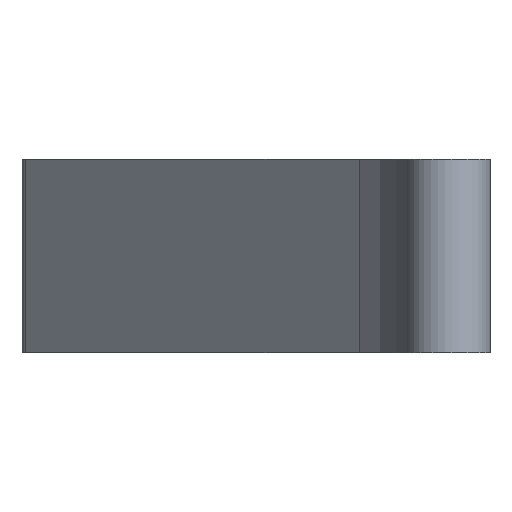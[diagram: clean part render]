
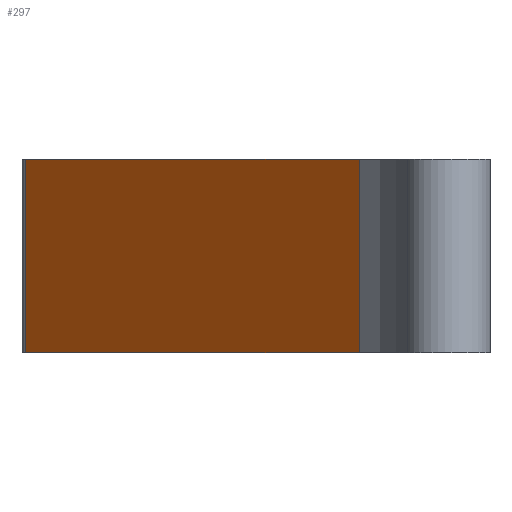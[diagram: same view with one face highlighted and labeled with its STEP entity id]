
A CAD part, left-side view. The second image highlights one B-rep face of the part: STEP entity #297.
In plain terms, the highlighted planar face has unit normal (-0.707, 0.707, 0).
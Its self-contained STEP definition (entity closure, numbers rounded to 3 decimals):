
#22=PLANE('',#351);
#33=FACE_OUTER_BOUND('',#51,.T.);
#51=EDGE_LOOP('',(#237,#238,#239,#240));
#66=LINE('',#481,#88);
#70=LINE('',#501,#92);
#75=LINE('',#521,#97);
#76=LINE('',#523,#98);
#88=VECTOR('',#383,10.);
#92=VECTOR('',#403,10.);
#97=VECTOR('',#426,10.);
#98=VECTOR('',#429,10.);
#132=VERTEX_POINT('',#478);
#133=VERTEX_POINT('',#480);
#141=VERTEX_POINT('',#499);
#147=VERTEX_POINT('',#519);
#161=EDGE_CURVE('',#132,#133,#66,.T.);
#172=EDGE_CURVE('',#141,#132,#70,.T.);
#182=EDGE_CURVE('',#147,#141,#75,.T.);
#183=EDGE_CURVE('',#133,#147,#76,.T.);
#237=ORIENTED_EDGE('',*,*,#161,.F.);
#238=ORIENTED_EDGE('',*,*,#172,.F.);
#239=ORIENTED_EDGE('',*,*,#182,.F.);
#240=ORIENTED_EDGE('',*,*,#183,.F.);
#297=ADVANCED_FACE('',(#33),#22,.T.);
#351=AXIS2_PLACEMENT_3D('',#522,#427,#428);
#383=DIRECTION('',(0.,0.,1.));
#403=DIRECTION('',(0.707,0.707,0.));
#426=DIRECTION('',(0.,0.,-1.));
#427=DIRECTION('center_axis',(-0.707,0.707,0.));
#428=DIRECTION('ref_axis',(0.707,0.707,0.));
#429=DIRECTION('',(-0.707,-0.707,0.));
#478=CARTESIAN_POINT('',(-0.354,0.495,-8.));
#480=CARTESIAN_POINT('',(-0.354,0.495,0.));
#481=CARTESIAN_POINT('',(-0.354,0.495,0.));
#499=CARTESIAN_POINT('',(-14.176,-13.327,-8.));
#501=CARTESIAN_POINT('',(0.,0.849,-8.));
#519=CARTESIAN_POINT('',(-14.176,-13.327,0.));
#521=CARTESIAN_POINT('',(-14.176,-13.327,0.));
#522=CARTESIAN_POINT('Origin',(-16.262,-15.413,0.));
#523=CARTESIAN_POINT('',(0.,0.849,0.));
